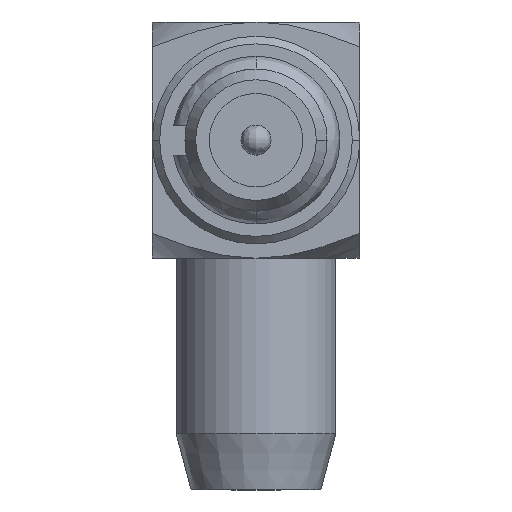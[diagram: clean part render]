
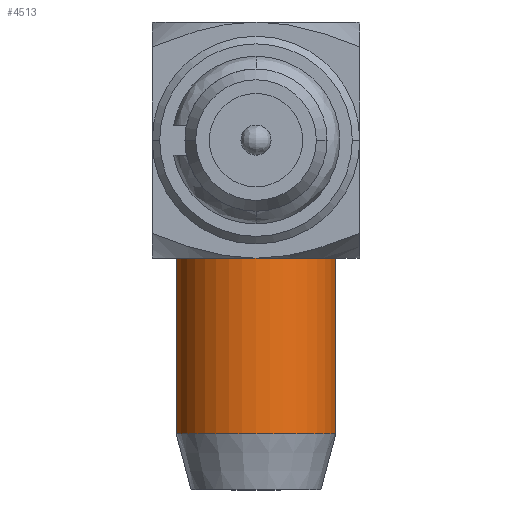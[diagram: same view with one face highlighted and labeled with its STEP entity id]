
A CAD part, left-side view. The second image highlights one B-rep face of the part: STEP entity #4513.
In plain terms, the highlighted cylindrical face has radius 1.35 mm (diameter 2.7 mm), a partial arc.
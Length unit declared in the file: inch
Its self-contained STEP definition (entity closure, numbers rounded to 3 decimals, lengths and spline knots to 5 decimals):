
#91 = CARTESIAN_POINT ( 'NONE',  ( -0.069, 0., 0. ) ) ;
#557 = FACE_OUTER_BOUND ( 'NONE', #985, .T. ) ;
#573 = EDGE_CURVE ( 'NONE', #3422, #3039, #5849, .T. ) ;
#899 = AXIS2_PLACEMENT_3D ( 'NONE', #6361, #1586, #3288 ) ;
#985 = EDGE_LOOP ( 'NONE', ( #4031, #2862, #5046, #997 ) ) ;
#997 = ORIENTED_EDGE ( 'NONE', *, *, #2047, .F. ) ;
#1074 = CARTESIAN_POINT ( 'NONE',  ( -0.68438, 0., 0.05315 ) ) ;
#1086 = DIRECTION ( 'NONE',  ( 1., 0., 0. ) ) ;
#1452 = AXIS2_PLACEMENT_3D ( 'NONE', #3215, #1086, #2798 ) ;
#1471 = VERTEX_POINT ( 'NONE', #1613 ) ;
#1586 = DIRECTION ( 'NONE',  ( -1., 0., 0. ) ) ;
#1613 = CARTESIAN_POINT ( 'NONE',  ( -0.069, 0., -0.05315 ) ) ;
#1757 = DIRECTION ( 'NONE',  ( -1., 0., 0. ) ) ;
#2047 = EDGE_CURVE ( 'NONE', #2369, #1471, #6553, .T. ) ;
#2369 = VERTEX_POINT ( 'NONE', #5420 ) ;
#2721 = DIRECTION ( 'NONE',  ( 1., 0., 0. ) ) ;
#2798 = DIRECTION ( 'NONE',  ( 0., 0., -1. ) ) ;
#2862 = ORIENTED_EDGE ( 'NONE', *, *, #573, .T. ) ;
#3039 = VERTEX_POINT ( 'NONE', #4027 ) ;
#3215 = CARTESIAN_POINT ( 'NONE',  ( -0.68438, 0., 0. ) ) ;
#3288 = DIRECTION ( 'NONE',  ( 0., 0., 1. ) ) ;
#3354 = CYLINDRICAL_SURFACE ( 'NONE', #1452, 0.05315 ) ;
#3422 = VERTEX_POINT ( 'NONE', #3462 ) ;
#3462 = CARTESIAN_POINT ( 'NONE',  ( -0.1857, 0., 0.05315 ) ) ;
#3983 = VECTOR ( 'NONE', #2721, 39.37008 ) ;
#4027 = CARTESIAN_POINT ( 'NONE',  ( -0.069, 0., 0.05315 ) ) ;
#4031 = ORIENTED_EDGE ( 'NONE', *, *, #6201, .F. ) ;
#4382 = DIRECTION ( 'NONE',  ( 1., 0., 0. ) ) ;
#4513 = ADVANCED_FACE ( 'NONE', ( #557 ), #3354, .T. ) ;
#4782 = AXIS2_PLACEMENT_3D ( 'NONE', #91, #1757, #6575 ) ;
#4937 = CARTESIAN_POINT ( 'NONE',  ( -0.68438, 0., -0.05315 ) ) ;
#5046 = ORIENTED_EDGE ( 'NONE', *, *, #6229, .T. ) ;
#5242 = CIRCLE ( 'NONE', #4782, 0.05315 ) ;
#5420 = CARTESIAN_POINT ( 'NONE',  ( -0.1857, 0., -0.05315 ) ) ;
#5466 = CIRCLE ( 'NONE', #899, 0.05315 ) ;
#5849 = LINE ( 'NONE', #1074, #3983 ) ;
#5980 = VECTOR ( 'NONE', #4382, 39.37008 ) ;
#6201 = EDGE_CURVE ( 'NONE', #3422, #2369, #5466, .T. ) ;
#6229 = EDGE_CURVE ( 'NONE', #3039, #1471, #5242, .T. ) ;
#6361 = CARTESIAN_POINT ( 'NONE',  ( -0.1857, 0., 0. ) ) ;
#6553 = LINE ( 'NONE', #4937, #5980 ) ;
#6575 = DIRECTION ( 'NONE',  ( 0., 0., -1. ) ) ;
